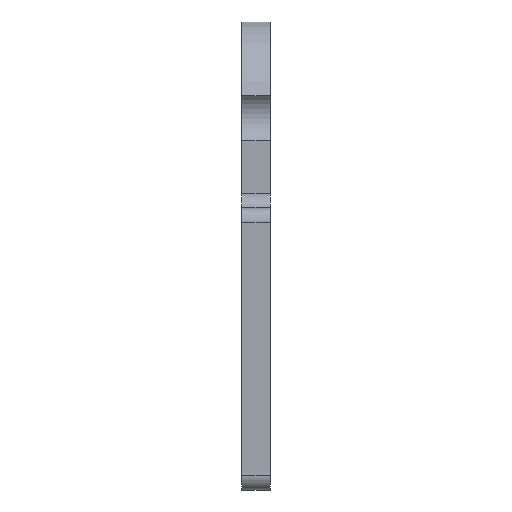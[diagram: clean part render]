
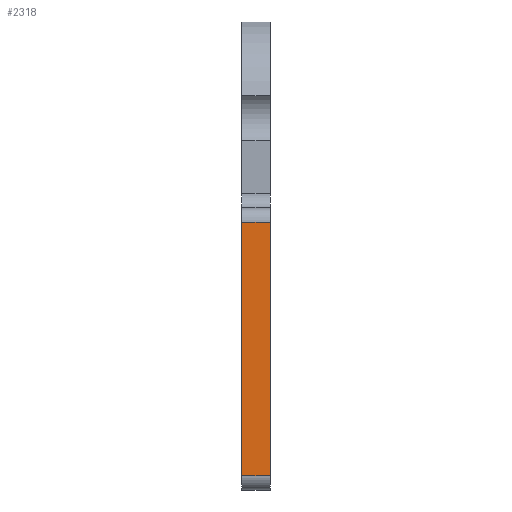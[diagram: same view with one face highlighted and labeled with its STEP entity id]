
A CAD part, left-side view. The second image highlights one B-rep face of the part: STEP entity #2318.
In plain terms, the highlighted planar face has unit normal (-1, 0, 0).
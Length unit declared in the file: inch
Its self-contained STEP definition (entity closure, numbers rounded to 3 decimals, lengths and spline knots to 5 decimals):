
#11 = VECTOR ( 'NONE', #37, 39.37008 ) ;
#35 = EDGE_LOOP ( 'NONE', ( #756, #716, #1048, #130 ) ) ;
#37 = DIRECTION ( 'NONE',  ( 0., 0., 1. ) ) ;
#130 = ORIENTED_EDGE ( 'NONE', *, *, #375, .T. ) ;
#292 = DIRECTION ( 'NONE',  ( 0., 0., 1. ) ) ;
#314 = LINE ( 'NONE', #2428, #2536 ) ;
#334 = VECTOR ( 'NONE', #292, 39.37008 ) ;
#375 = EDGE_CURVE ( 'NONE', #1207, #1148, #416, .T. ) ;
#411 = LINE ( 'NONE', #473, #11 ) ;
#416 = LINE ( 'NONE', #606, #1341 ) ;
#473 = CARTESIAN_POINT ( 'NONE',  ( -0.77559, 0.15748, -0.76772 ) ) ;
#597 = CARTESIAN_POINT ( 'NONE',  ( -0.77559, 0.15748, -0.76772 ) ) ;
#606 = CARTESIAN_POINT ( 'NONE',  ( -0.77559, 0.15748, 0.68898 ) ) ;
#636 = LINE ( 'NONE', #2421, #334 ) ;
#716 = ORIENTED_EDGE ( 'NONE', *, *, #2606, .T. ) ;
#740 = EDGE_CURVE ( 'NONE', #2485, #1148, #411, .T. ) ;
#756 = ORIENTED_EDGE ( 'NONE', *, *, #740, .F. ) ;
#840 = CARTESIAN_POINT ( 'NONE',  ( -0.77559, 0., -0.68898 ) ) ;
#895 = CARTESIAN_POINT ( 'NONE',  ( -0.77559, 0.15748, -0.68898 ) ) ;
#1048 = ORIENTED_EDGE ( 'NONE', *, *, #1299, .T. ) ;
#1082 = VERTEX_POINT ( 'NONE', #840 ) ;
#1148 = VERTEX_POINT ( 'NONE', #1301 ) ;
#1207 = VERTEX_POINT ( 'NONE', #1307 ) ;
#1299 = EDGE_CURVE ( 'NONE', #1082, #1207, #636, .T. ) ;
#1301 = CARTESIAN_POINT ( 'NONE',  ( -0.77559, 0.15748, 0.68898 ) ) ;
#1307 = CARTESIAN_POINT ( 'NONE',  ( -0.77559, 0., 0.68898 ) ) ;
#1341 = VECTOR ( 'NONE', #1660, 39.37008 ) ;
#1473 = PLANE ( 'NONE',  #2526 ) ;
#1549 = FACE_OUTER_BOUND ( 'NONE', #35, .T. ) ;
#1660 = DIRECTION ( 'NONE',  ( 0., 1., 0. ) ) ;
#1666 = DIRECTION ( 'NONE',  ( 1., 0., 0. ) ) ;
#1866 = DIRECTION ( 'NONE',  ( 0., -1., 0. ) ) ;
#2318 = ADVANCED_FACE ( 'NONE', ( #1549 ), #1473, .F. ) ;
#2319 = DIRECTION ( 'NONE',  ( 0., 0., -1. ) ) ;
#2421 = CARTESIAN_POINT ( 'NONE',  ( -0.77559, 0., -0.76772 ) ) ;
#2428 = CARTESIAN_POINT ( 'NONE',  ( -0.77559, 0.15748, -0.68898 ) ) ;
#2485 = VERTEX_POINT ( 'NONE', #895 ) ;
#2526 = AXIS2_PLACEMENT_3D ( 'NONE', #597, #1666, #2319 ) ;
#2536 = VECTOR ( 'NONE', #1866, 39.37008 ) ;
#2606 = EDGE_CURVE ( 'NONE', #2485, #1082, #314, .T. ) ;
